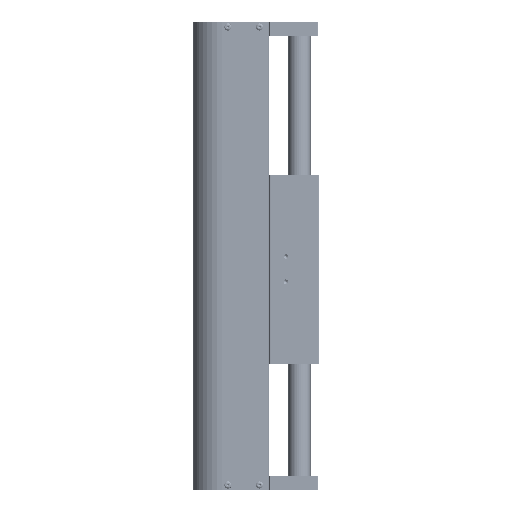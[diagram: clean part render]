
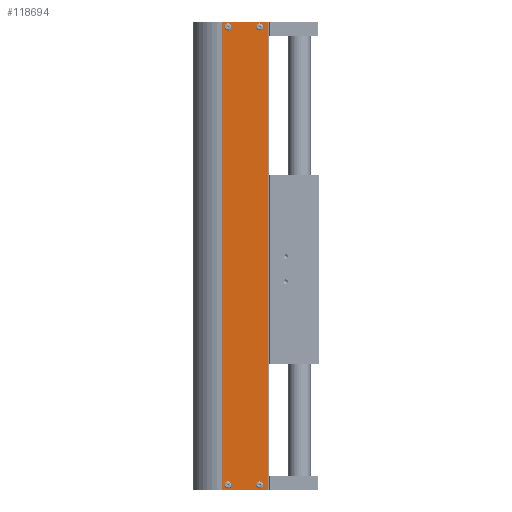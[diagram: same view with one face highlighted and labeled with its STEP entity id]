
A CAD part, left-side view. The second image highlights one B-rep face of the part: STEP entity #118694.
In plain terms, the highlighted face is planar.
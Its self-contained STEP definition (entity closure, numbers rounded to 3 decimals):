
#941 = PLANE ( 'NONE',  #72086 ) ;
#1831 = DIRECTION ( 'NONE',  ( 0., 0., -1. ) ) ;
#10775 = CARTESIAN_POINT ( 'NONE',  ( 32., -42., 2.6 ) ) ;
#10964 = EDGE_CURVE ( 'NONE', #41300, #41300, #97140, .T. ) ;
#11724 = VECTOR ( 'NONE', #115716, 1000. ) ;
#15585 = DIRECTION ( 'NONE',  ( 0., 0., -1. ) ) ;
#17005 = CARTESIAN_POINT ( 'NONE',  ( 32., -52., 517. ) ) ;
#17798 = DIRECTION ( 'NONE',  ( 0., 0., -1. ) ) ;
#19840 = CARTESIAN_POINT ( 'NONE',  ( 32., -52., 0. ) ) ;
#20136 = LINE ( 'NONE', #141320, #137423 ) ;
#27237 = DIRECTION ( 'NONE',  ( 1., 0., 0. ) ) ;
#28977 = ORIENTED_EDGE ( 'NONE', *, *, #105681, .F. ) ;
#30490 = LINE ( 'NONE', #112857, #150008 ) ;
#32330 = DIRECTION ( 'NONE',  ( 1., 0., 0. ) ) ;
#32438 = CARTESIAN_POINT ( 'NONE',  ( 32., 0., 517. ) ) ;
#35067 = CARTESIAN_POINT ( 'NONE',  ( 32., -7., 5. ) ) ;
#35944 = DIRECTION ( 'NONE',  ( 1., 0., 0. ) ) ;
#37170 = CARTESIAN_POINT ( 'NONE',  ( 32., -42., 512. ) ) ;
#37241 = AXIS2_PLACEMENT_3D ( 'NONE', #155265, #32330, #1831 ) ;
#38563 = EDGE_CURVE ( 'NONE', #131347, #96894, #20136, .T. ) ;
#39392 = EDGE_LOOP ( 'NONE', ( #150105 ) ) ;
#41300 = VERTEX_POINT ( 'NONE', #66434 ) ;
#45004 = LINE ( 'NONE', #19840, #11724 ) ;
#46446 = VERTEX_POINT ( 'NONE', #141267 ) ;
#46673 = VECTOR ( 'NONE', #17798, 1000. ) ;
#53246 = DIRECTION ( 'NONE',  ( 0., 0., -1. ) ) ;
#53878 = FACE_BOUND ( 'NONE', #39392, .T. ) ;
#56924 = CARTESIAN_POINT ( 'NONE',  ( 32., 0., 0. ) ) ;
#57359 = DIRECTION ( 'NONE',  ( 0., 1., 0. ) ) ;
#62221 = EDGE_CURVE ( 'NONE', #62849, #62849, #149067, .T. ) ;
#62807 = VERTEX_POINT ( 'NONE', #172242 ) ;
#62849 = VERTEX_POINT ( 'NONE', #10775 ) ;
#65018 = AXIS2_PLACEMENT_3D ( 'NONE', #37170, #27237, #53246 ) ;
#66434 = CARTESIAN_POINT ( 'NONE',  ( 32., -7., 2.6 ) ) ;
#70839 = FACE_OUTER_BOUND ( 'NONE', #170964, .T. ) ;
#72086 = AXIS2_PLACEMENT_3D ( 'NONE', #17005, #142595, #168620 ) ;
#77046 = VERTEX_POINT ( 'NONE', #106592 ) ;
#78082 = DIRECTION ( 'NONE',  ( 0., 0., -1. ) ) ;
#84700 = EDGE_CURVE ( 'NONE', #62807, #62807, #90994, .T. ) ;
#88430 = EDGE_CURVE ( 'NONE', #46446, #96894, #45004, .T. ) ;
#90994 = CIRCLE ( 'NONE', #110879, 2.4 ) ;
#96380 = ORIENTED_EDGE ( 'NONE', *, *, #170983, .T. ) ;
#96894 = VERTEX_POINT ( 'NONE', #56924 ) ;
#96899 = FACE_BOUND ( 'NONE', #165065, .T. ) ;
#97140 = CIRCLE ( 'NONE', #165954, 2.4 ) ;
#105681 = EDGE_CURVE ( 'NONE', #77046, #131347, #30490, .T. ) ;
#106592 = CARTESIAN_POINT ( 'NONE',  ( 32., -51.5, 517. ) ) ;
#110879 = AXIS2_PLACEMENT_3D ( 'NONE', #142058, #112344, #15585 ) ;
#112344 = DIRECTION ( 'NONE',  ( 1., 0., 0. ) ) ;
#112792 = LINE ( 'NONE', #167668, #46673 ) ;
#112857 = CARTESIAN_POINT ( 'NONE',  ( 32., -52., 517. ) ) ;
#115716 = DIRECTION ( 'NONE',  ( 0., 1., 0. ) ) ;
#118694 = ADVANCED_FACE ( 'NONE', ( #53878, #153418, #70839, #123708, #96899 ), #941, .F. ) ;
#119611 = EDGE_LOOP ( 'NONE', ( #128736 ) ) ;
#123120 = EDGE_CURVE ( 'NONE', #134757, #134757, #133841, .T. ) ;
#123419 = ORIENTED_EDGE ( 'NONE', *, *, #38563, .F. ) ;
#123708 = FACE_BOUND ( 'NONE', #153000, .T. ) ;
#123795 = CARTESIAN_POINT ( 'NONE',  ( 32., -42., 509.6 ) ) ;
#125974 = DIRECTION ( 'NONE',  ( 0., 0., -1. ) ) ;
#128736 = ORIENTED_EDGE ( 'NONE', *, *, #62221, .F. ) ;
#131347 = VERTEX_POINT ( 'NONE', #32438 ) ;
#133841 = CIRCLE ( 'NONE', #65018, 2.4 ) ;
#134757 = VERTEX_POINT ( 'NONE', #123795 ) ;
#137423 = VECTOR ( 'NONE', #125974, 1000. ) ;
#141267 = CARTESIAN_POINT ( 'NONE',  ( 32., -51.5, 0. ) ) ;
#141320 = CARTESIAN_POINT ( 'NONE',  ( 32., 0., 517. ) ) ;
#142058 = CARTESIAN_POINT ( 'NONE',  ( 32., -7., 512. ) ) ;
#142595 = DIRECTION ( 'NONE',  ( -1., 0., 0. ) ) ;
#149067 = CIRCLE ( 'NONE', #37241, 2.4 ) ;
#150008 = VECTOR ( 'NONE', #57359, 1000. ) ;
#150105 = ORIENTED_EDGE ( 'NONE', *, *, #10964, .F. ) ;
#153000 = EDGE_LOOP ( 'NONE', ( #156166 ) ) ;
#153418 = FACE_BOUND ( 'NONE', #119611, .T. ) ;
#155265 = CARTESIAN_POINT ( 'NONE',  ( 32., -42., 5. ) ) ;
#156166 = ORIENTED_EDGE ( 'NONE', *, *, #123120, .F. ) ;
#158738 = ORIENTED_EDGE ( 'NONE', *, *, #88430, .T. ) ;
#165065 = EDGE_LOOP ( 'NONE', ( #174531 ) ) ;
#165954 = AXIS2_PLACEMENT_3D ( 'NONE', #35067, #35944, #78082 ) ;
#167668 = CARTESIAN_POINT ( 'NONE',  ( 32., -51.5, 517. ) ) ;
#168620 = DIRECTION ( 'NONE',  ( 0., -1., 0. ) ) ;
#170964 = EDGE_LOOP ( 'NONE', ( #28977, #96380, #158738, #123419 ) ) ;
#170983 = EDGE_CURVE ( 'NONE', #77046, #46446, #112792, .T. ) ;
#172242 = CARTESIAN_POINT ( 'NONE',  ( 32., -7., 509.6 ) ) ;
#174531 = ORIENTED_EDGE ( 'NONE', *, *, #84700, .F. ) ;
